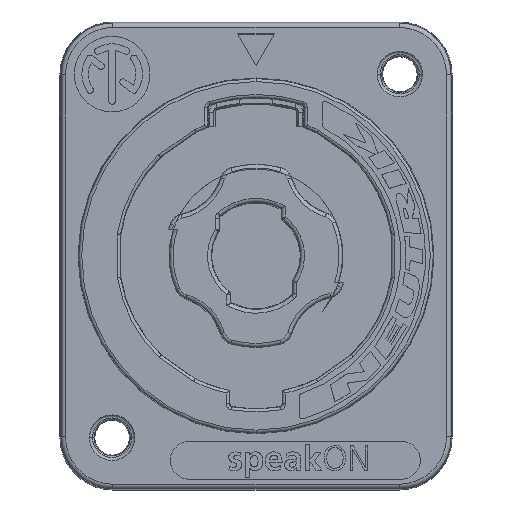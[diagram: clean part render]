
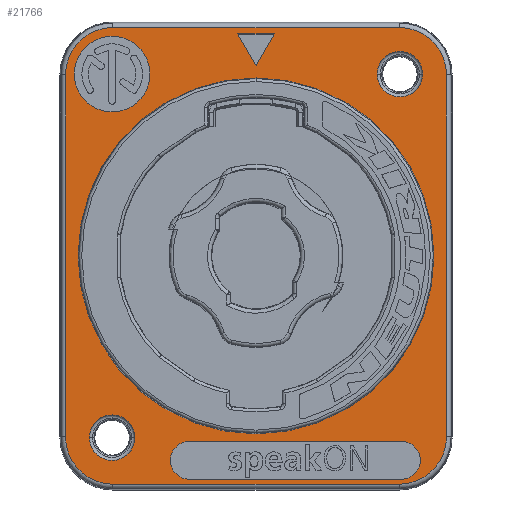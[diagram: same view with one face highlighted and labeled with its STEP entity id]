
A CAD part, top view. The second image highlights one B-rep face of the part: STEP entity #21766.
In plain terms, the highlighted planar face has unit normal (0, 0, 1).
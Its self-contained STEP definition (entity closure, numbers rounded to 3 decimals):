
#2743=CARTESIAN_POINT('',(9.5,12.,4.5));
#2744=DIRECTION('',(0.,0.,1.));
#2745=DIRECTION('',(1.,0.,0.));
#2746=AXIS2_PLACEMENT_3D('',#2743,#2744,#2745);
#2748=CARTESIAN_POINT('',(9.5,12.,4.5));
#2749=DIRECTION('',(0.,0.,1.));
#2750=DIRECTION('',(-1.,0.,0.));
#2751=AXIS2_PLACEMENT_3D('',#2748,#2749,#2750);
#2753=CARTESIAN_POINT('',(-9.5,-12.,4.5));
#2754=DIRECTION('',(0.,0.,1.));
#2755=DIRECTION('',(1.,0.,0.));
#2756=AXIS2_PLACEMENT_3D('',#2753,#2754,#2755);
#2758=CARTESIAN_POINT('',(-9.5,-12.,4.5));
#2759=DIRECTION('',(0.,0.,1.));
#2760=DIRECTION('',(-1.,0.,0.));
#2761=AXIS2_PLACEMENT_3D('',#2758,#2759,#2760);
#2763=CARTESIAN_POINT('',(-9.5,12.,4.5));
#2764=DIRECTION('',(0.,0.,1.));
#2765=DIRECTION('',(1.,0.,0.));
#2766=AXIS2_PLACEMENT_3D('',#2763,#2764,#2765);
#2768=CARTESIAN_POINT('',(-9.5,12.,4.5));
#2769=DIRECTION('',(0.,0.,1.));
#2770=DIRECTION('',(-1.,0.,0.));
#2771=AXIS2_PLACEMENT_3D('',#2768,#2769,#2770);
#2773=CARTESIAN_POINT('',(-4.4,-13.5,4.5));
#2774=DIRECTION('',(0.,0.,1.));
#2775=DIRECTION('',(0.,1.,0.));
#2776=AXIS2_PLACEMENT_3D('',#2773,#2774,#2775);
#2778=DIRECTION('',(1.,0.,0.));
#2779=VECTOR('',#2778,14.);
#2780=CARTESIAN_POINT('',(-4.4,-14.75,4.5));
#2781=LINE('',#2780,#2779);
#2782=CARTESIAN_POINT('',(9.6,-13.5,4.5));
#2783=DIRECTION('',(0.,0.,1.));
#2784=DIRECTION('',(0.,-1.,0.));
#2785=AXIS2_PLACEMENT_3D('',#2782,#2783,#2784);
#2787=DIRECTION('',(-1.,0.,0.));
#2788=VECTOR('',#2787,14.);
#2789=CARTESIAN_POINT('',(9.6,-12.25,4.5));
#2790=LINE('',#2789,#2788);
#2791=DIRECTION('',(0.5,-0.866,0.));
#2792=VECTOR('',#2791,2.4);
#2793=CARTESIAN_POINT('',(-1.2,14.65,4.5));
#2794=LINE('',#2793,#2792);
#2795=DIRECTION('',(0.5,0.866,0.));
#2796=VECTOR('',#2795,2.4);
#2797=CARTESIAN_POINT('',(0.,12.572,4.5));
#2798=LINE('',#2797,#2796);
#2799=DIRECTION('',(-1.,0.,0.));
#2800=VECTOR('',#2799,2.4);
#2801=CARTESIAN_POINT('',(1.2,14.65,4.5));
#2802=LINE('',#2801,#2800);
#2803=CARTESIAN_POINT('',(-9.45,11.95,4.5));
#2804=DIRECTION('',(0.,0.,1.));
#2805=DIRECTION('',(0.,1.,0.));
#2806=AXIS2_PLACEMENT_3D('',#2803,#2804,#2805);
#2808=DIRECTION('',(-1.,0.,0.));
#2809=VECTOR('',#2808,18.9);
#2810=CARTESIAN_POINT('',(9.45,15.077,4.5));
#2811=LINE('',#2810,#2809);
#2812=CARTESIAN_POINT('',(9.45,11.95,4.5));
#2813=DIRECTION('',(0.,0.,1.));
#2814=DIRECTION('',(1.,0.,0.));
#2815=AXIS2_PLACEMENT_3D('',#2812,#2813,#2814);
#2817=DIRECTION('',(0.,1.,0.));
#2818=VECTOR('',#2817,23.9);
#2819=CARTESIAN_POINT('',(12.577,-11.95,4.5));
#2820=LINE('',#2819,#2818);
#2821=CARTESIAN_POINT('',(9.45,-11.95,4.5));
#2822=DIRECTION('',(0.,0.,1.));
#2823=DIRECTION('',(0.,-1.,0.));
#2824=AXIS2_PLACEMENT_3D('',#2821,#2822,#2823);
#2826=DIRECTION('',(1.,0.,0.));
#2827=VECTOR('',#2826,18.9);
#2828=CARTESIAN_POINT('',(-9.45,-15.077,4.5));
#2829=LINE('',#2828,#2827);
#2830=CARTESIAN_POINT('',(-9.45,-11.95,4.5));
#2831=DIRECTION('',(0.,0.,1.));
#2832=DIRECTION('',(-1.,0.,0.));
#2833=AXIS2_PLACEMENT_3D('',#2830,#2831,#2832);
#2835=DIRECTION('',(0.,-1.,0.));
#2836=VECTOR('',#2835,23.9);
#2837=CARTESIAN_POINT('',(-12.577,11.95,4.5));
#2838=LINE('',#2837,#2836);
#2844=CARTESIAN_POINT('',(0.,0.,4.5));
#2845=DIRECTION('',(0.,0.,-1.));
#2846=DIRECTION('',(0.,1.,0.));
#2847=AXIS2_PLACEMENT_3D('',#2844,#2845,#2846);
#4200=CARTESIAN_POINT('',(0.,0.,4.5));
#4201=DIRECTION('',(0.,0.,1.));
#4202=DIRECTION('',(0.,1.,0.));
#4203=AXIS2_PLACEMENT_3D('',#4200,#4201,#4202);
#16922=CARTESIAN_POINT('',(11.,12.,4.5));
#16923=CARTESIAN_POINT('',(8.,12.,4.5));
#16924=VERTEX_POINT('',#16922);
#16925=VERTEX_POINT('',#16923);
#16926=CARTESIAN_POINT('',(-8.,-12.,4.5));
#16927=CARTESIAN_POINT('',(-11.,-12.,4.5));
#16928=VERTEX_POINT('',#16926);
#16929=VERTEX_POINT('',#16927);
#16930=CARTESIAN_POINT('',(0.,11.75,4.5));
#16931=CARTESIAN_POINT('',(0.,-11.75,4.5));
#16932=VERTEX_POINT('',#16930);
#16933=VERTEX_POINT('',#16931);
#16976=CARTESIAN_POINT('',(-7.,12.,4.5));
#16977=CARTESIAN_POINT('',(-12.,12.,4.5));
#16978=VERTEX_POINT('',#16976);
#16979=VERTEX_POINT('',#16977);
#16980=CARTESIAN_POINT('',(-4.4,-12.25,4.5));
#16981=CARTESIAN_POINT('',(-4.4,-14.75,4.5));
#16982=VERTEX_POINT('',#16980);
#16983=VERTEX_POINT('',#16981);
#16984=CARTESIAN_POINT('',(9.6,-14.75,4.5));
#16985=VERTEX_POINT('',#16984);
#16986=CARTESIAN_POINT('',(9.6,-12.25,4.5));
#16987=VERTEX_POINT('',#16986);
#16988=CARTESIAN_POINT('',(-1.2,14.65,4.5));
#16989=CARTESIAN_POINT('',(0.,12.572,4.5));
#16990=VERTEX_POINT('',#16988);
#16991=VERTEX_POINT('',#16989);
#16992=CARTESIAN_POINT('',(1.2,14.65,4.5));
#16993=VERTEX_POINT('',#16992);
#18250=CARTESIAN_POINT('',(-9.45,15.077,4.5));
#18251=CARTESIAN_POINT('',(-12.577,11.95,4.5));
#18252=VERTEX_POINT('',#18250);
#18253=VERTEX_POINT('',#18251);
#18258=CARTESIAN_POINT('',(-12.577,-11.95,4.5));
#18259=VERTEX_POINT('',#18258);
#18262=CARTESIAN_POINT('',(-9.45,-15.077,4.5));
#18263=VERTEX_POINT('',#18262);
#18266=CARTESIAN_POINT('',(9.45,-15.077,4.5));
#18267=VERTEX_POINT('',#18266);
#18270=CARTESIAN_POINT('',(12.577,-11.95,4.5));
#18271=VERTEX_POINT('',#18270);
#18274=CARTESIAN_POINT('',(12.577,11.95,4.5));
#18275=VERTEX_POINT('',#18274);
#18278=CARTESIAN_POINT('',(9.45,15.077,4.5));
#18279=VERTEX_POINT('',#18278);
#21702=CARTESIAN_POINT('',(0.,0.,4.5));
#21703=DIRECTION('',(0.,0.,-1.));
#21704=DIRECTION('',(0.,-1.,0.));
#21705=AXIS2_PLACEMENT_3D('',#21702,#21703,#21704);
#21706=PLANE('',#21705);
#21708=ORIENTED_EDGE('',*,*,#21707,.F.);
#21709=ORIENTED_EDGE('',*,*,#21692,.F.);
#21711=ORIENTED_EDGE('',*,*,#21710,.F.);
#21713=ORIENTED_EDGE('',*,*,#21712,.F.);
#21715=ORIENTED_EDGE('',*,*,#21714,.F.);
#21717=ORIENTED_EDGE('',*,*,#21716,.F.);
#21719=ORIENTED_EDGE('',*,*,#21718,.F.);
#21721=ORIENTED_EDGE('',*,*,#21720,.F.);
#21722=EDGE_LOOP('',(#21708,#21709,#21711,#21713,#21715,#21717,#21719,#21721));
#21723=FACE_OUTER_BOUND('',#21722,.F.);
#21725=ORIENTED_EDGE('',*,*,#21724,.T.);
#21727=ORIENTED_EDGE('',*,*,#21726,.T.);
#21728=EDGE_LOOP('',(#21725,#21727));
#21729=FACE_BOUND('',#21728,.F.);
#21731=ORIENTED_EDGE('',*,*,#21730,.T.);
#21733=ORIENTED_EDGE('',*,*,#21732,.T.);
#21734=EDGE_LOOP('',(#21731,#21733));
#21735=FACE_BOUND('',#21734,.F.);
#21737=ORIENTED_EDGE('',*,*,#21736,.T.);
#21739=ORIENTED_EDGE('',*,*,#21738,.T.);
#21740=EDGE_LOOP('',(#21737,#21739));
#21741=FACE_BOUND('',#21740,.F.);
#21743=ORIENTED_EDGE('',*,*,#21742,.T.);
#21745=ORIENTED_EDGE('',*,*,#21744,.T.);
#21747=ORIENTED_EDGE('',*,*,#21746,.T.);
#21749=ORIENTED_EDGE('',*,*,#21748,.T.);
#21750=EDGE_LOOP('',(#21743,#21745,#21747,#21749));
#21751=FACE_BOUND('',#21750,.F.);
#21753=ORIENTED_EDGE('',*,*,#21752,.T.);
#21755=ORIENTED_EDGE('',*,*,#21754,.T.);
#21757=ORIENTED_EDGE('',*,*,#21756,.T.);
#21758=EDGE_LOOP('',(#21753,#21755,#21757));
#21759=FACE_BOUND('',#21758,.F.);
#21761=ORIENTED_EDGE('',*,*,#21760,.F.);
#21763=ORIENTED_EDGE('',*,*,#21762,.T.);
#21764=EDGE_LOOP('',(#21761,#21763));
#21765=FACE_BOUND('',#21764,.F.);
#21766=ADVANCED_FACE('',(#21723,#21729,#21735,#21741,#21751,#21759,#21765),
#21706,.F.);
#2747=CIRCLE('',#2746,1.5);
#2752=CIRCLE('',#2751,1.5);
#2757=CIRCLE('',#2756,1.5);
#2762=CIRCLE('',#2761,1.5);
#2767=CIRCLE('',#2766,2.5);
#2772=CIRCLE('',#2771,2.5);
#2777=CIRCLE('',#2776,1.25);
#2786=CIRCLE('',#2785,1.25);
#2807=CIRCLE('',#2806,3.127);
#2816=CIRCLE('',#2815,3.127);
#2825=CIRCLE('',#2824,3.127);
#2834=CIRCLE('',#2833,3.127);
#2848=CIRCLE('',#2847,11.75);
#4204=CIRCLE('',#4203,11.75);
#21692=EDGE_CURVE('',#18279,#18252,#2811,.T.);
#21707=EDGE_CURVE('',#18252,#18253,#2807,.T.);
#21710=EDGE_CURVE('',#18275,#18279,#2816,.T.);
#21712=EDGE_CURVE('',#18271,#18275,#2820,.T.);
#21714=EDGE_CURVE('',#18267,#18271,#2825,.T.);
#21716=EDGE_CURVE('',#18263,#18267,#2829,.T.);
#21718=EDGE_CURVE('',#18259,#18263,#2834,.T.);
#21720=EDGE_CURVE('',#18253,#18259,#2838,.T.);
#21724=EDGE_CURVE('',#16924,#16925,#2747,.T.);
#21726=EDGE_CURVE('',#16925,#16924,#2752,.T.);
#21730=EDGE_CURVE('',#16928,#16929,#2757,.T.);
#21732=EDGE_CURVE('',#16929,#16928,#2762,.T.);
#21736=EDGE_CURVE('',#16978,#16979,#2767,.T.);
#21738=EDGE_CURVE('',#16979,#16978,#2772,.T.);
#21742=EDGE_CURVE('',#16982,#16983,#2777,.T.);
#21744=EDGE_CURVE('',#16983,#16985,#2781,.T.);
#21746=EDGE_CURVE('',#16985,#16987,#2786,.T.);
#21748=EDGE_CURVE('',#16987,#16982,#2790,.T.);
#21752=EDGE_CURVE('',#16990,#16991,#2794,.T.);
#21754=EDGE_CURVE('',#16991,#16993,#2798,.T.);
#21756=EDGE_CURVE('',#16993,#16990,#2802,.T.);
#21760=EDGE_CURVE('',#16932,#16933,#2848,.T.);
#21762=EDGE_CURVE('',#16932,#16933,#4204,.T.);
